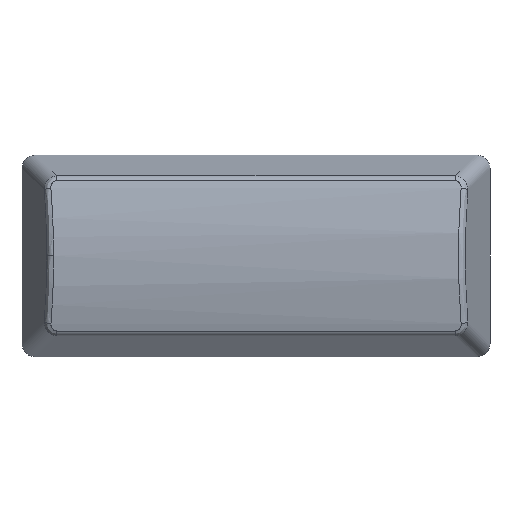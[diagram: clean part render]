
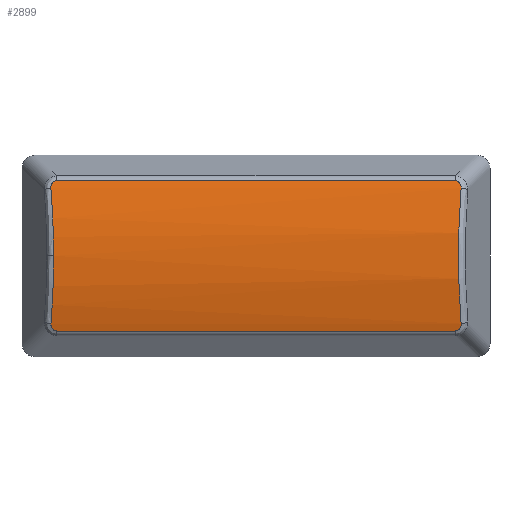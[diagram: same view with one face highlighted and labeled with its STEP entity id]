
A CAD part, top view. The second image highlights one B-rep face of the part: STEP entity #2899.
In plain terms, the highlighted cylindrical face has radius 25.296 mm (diameter 50.591 mm), a partial arc.
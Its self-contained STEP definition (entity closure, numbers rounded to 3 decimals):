
#2765=CARTESIAN_POINT('',(-749.764,124.3,-18.096));
#2766=DIRECTION('',(1.,0.,0.));
#2767=DIRECTION('',(0.,0.,-1.));
#2768=AXIS2_PLACEMENT_3D('',#2765,#2766,#2767);
#2769=CYLINDRICAL_SURFACE('',#2768,25.296);
#2770=CARTESIAN_POINT('',(108.426,117.586,6.293));
#2771=VERTEX_POINT('',#2770);
#2772=CARTESIAN_POINT('',(143.987,117.586,6.293));
#2773=VERTEX_POINT('',#2772);
#2774=CARTESIAN_POINT('',(108.426,117.586,6.293));
#2775=DIRECTION('',(1.,0.,0.));
#2776=VECTOR('',#2775,35.561);
#2777=LINE('',#2774,#2776);
#2778=EDGE_CURVE('',#2771,#2773,#2777,.T.);
#2779=ORIENTED_EDGE('',*,*,#2778,.T.);
#2780=CARTESIAN_POINT('',(144.527,118.25,6.466));
#2781=VERTEX_POINT('',#2780);
#2782=CARTESIAN_POINT('',(143.987,117.586,6.293));
#2783=CARTESIAN_POINT('',(144.069,117.586,6.293));
#2784=CARTESIAN_POINT('',(144.15,117.604,6.298));
#2785=CARTESIAN_POINT('',(144.222,117.64,6.307));
#2786=CARTESIAN_POINT('',(144.259,117.658,6.312));
#2787=CARTESIAN_POINT('',(144.293,117.68,6.318));
#2788=CARTESIAN_POINT('',(144.324,117.706,6.325));
#2789=CARTESIAN_POINT('',(144.355,117.732,6.332));
#2790=CARTESIAN_POINT('',(144.382,117.761,6.34));
#2791=CARTESIAN_POINT('',(144.407,117.793,6.349));
#2792=CARTESIAN_POINT('',(144.455,117.857,6.366));
#2793=CARTESIAN_POINT('',(144.489,117.932,6.385));
#2794=CARTESIAN_POINT('',(144.509,118.01,6.406));
#2795=CARTESIAN_POINT('',(144.528,118.089,6.426));
#2796=CARTESIAN_POINT('',(144.534,118.169,6.446));
#2797=CARTESIAN_POINT('',(144.527,118.25,6.466));
#2798=B_SPLINE_CURVE_WITH_KNOTS('',3,(#2782,#2783,#2784,#2785,#2786,#2787,#2788,#2789,#2790,#2791,#2792,#2793,#2794,#2795,#2796,#2797),.UNSPECIFIED.,.F.,.F.,(4,3,3,3,3,4),(0.,0.,0.,0.,0.001,0.001),.UNSPECIFIED.);
#2799=EDGE_CURVE('',#2773,#2781,#2798,.T.);
#2800=ORIENTED_EDGE('',*,*,#2799,.T.);
#2801=CARTESIAN_POINT('',(144.527,130.35,6.466));
#2802=VERTEX_POINT('',#2801);
#2803=CARTESIAN_POINT('',(152.407,124.3,-18.096));
#2804=DIRECTION('',(-0.952,-0.,-0.305));
#2805=DIRECTION('',(0.305,0.,-0.952));
#2806=AXIS2_PLACEMENT_3D('',#2803,#2804,#2805);
#2807=ELLIPSE('',#2806,26.566,25.296);
#2808=EDGE_CURVE('',#2781,#2802,#2807,.T.);
#2809=ORIENTED_EDGE('',*,*,#2808,.T.);
#2810=CARTESIAN_POINT('',(143.987,131.014,6.293));
#2811=VERTEX_POINT('',#2810);
#2812=CARTESIAN_POINT('',(144.527,130.35,6.466));
#2813=CARTESIAN_POINT('',(144.534,130.431,6.446));
#2814=CARTESIAN_POINT('',(144.528,130.511,6.426));
#2815=CARTESIAN_POINT('',(144.509,130.59,6.406));
#2816=CARTESIAN_POINT('',(144.489,130.668,6.385));
#2817=CARTESIAN_POINT('',(144.455,130.743,6.366));
#2818=CARTESIAN_POINT('',(144.407,130.807,6.349));
#2819=CARTESIAN_POINT('',(144.382,130.839,6.34));
#2820=CARTESIAN_POINT('',(144.355,130.868,6.332));
#2821=CARTESIAN_POINT('',(144.324,130.894,6.325));
#2822=CARTESIAN_POINT('',(144.293,130.92,6.318));
#2823=CARTESIAN_POINT('',(144.259,130.942,6.312));
#2824=CARTESIAN_POINT('',(144.222,130.96,6.307));
#2825=CARTESIAN_POINT('',(144.15,130.996,6.298));
#2826=CARTESIAN_POINT('',(144.069,131.014,6.293));
#2827=CARTESIAN_POINT('',(143.987,131.014,6.293));
#2828=B_SPLINE_CURVE_WITH_KNOTS('',3,(#2812,#2813,#2814,#2815,#2816,#2817,#2818,#2819,#2820,#2821,#2822,#2823,#2824,#2825,#2826,#2827),.UNSPECIFIED.,.F.,.F.,(4,3,3,3,3,4),(0.,0.,0.,0.001,0.001,0.001),.UNSPECIFIED.);
#2829=EDGE_CURVE('',#2802,#2811,#2828,.T.);
#2830=ORIENTED_EDGE('',*,*,#2829,.T.);
#2831=CARTESIAN_POINT('',(108.426,131.014,6.293));
#2832=VERTEX_POINT('',#2831);
#2833=CARTESIAN_POINT('',(143.987,131.014,6.293));
#2834=DIRECTION('',(-1.,-0.,-0.));
#2835=VECTOR('',#2834,35.561);
#2836=LINE('',#2833,#2835);
#2837=EDGE_CURVE('',#2811,#2832,#2836,.T.);
#2838=ORIENTED_EDGE('',*,*,#2837,.T.);
#2839=CARTESIAN_POINT('',(107.885,130.35,6.466));
#2840=VERTEX_POINT('',#2839);
#2841=CARTESIAN_POINT('',(108.426,131.014,6.293));
#2842=CARTESIAN_POINT('',(108.385,131.014,6.293));
#2843=CARTESIAN_POINT('',(108.345,131.009,6.294));
#2844=CARTESIAN_POINT('',(108.305,131.001,6.296));
#2845=CARTESIAN_POINT('',(108.266,130.992,6.299));
#2846=CARTESIAN_POINT('',(108.227,130.978,6.303));
#2847=CARTESIAN_POINT('',(108.191,130.961,6.307));
#2848=CARTESIAN_POINT('',(108.119,130.925,6.317));
#2849=CARTESIAN_POINT('',(108.055,130.872,6.331));
#2850=CARTESIAN_POINT('',(108.006,130.808,6.349));
#2851=CARTESIAN_POINT('',(107.958,130.743,6.366));
#2852=CARTESIAN_POINT('',(107.924,130.669,6.385));
#2853=CARTESIAN_POINT('',(107.904,130.59,6.405));
#2854=CARTESIAN_POINT('',(107.884,130.512,6.426));
#2855=CARTESIAN_POINT('',(107.879,130.431,6.446));
#2856=CARTESIAN_POINT('',(107.885,130.35,6.466));
#2857=B_SPLINE_CURVE_WITH_KNOTS('',3,(#2841,#2842,#2843,#2844,#2845,#2846,#2847,#2848,#2849,#2850,#2851,#2852,#2853,#2854,#2855,#2856),.UNSPECIFIED.,.F.,.F.,(4,3,3,3,3,4),(0.,0.,0.,0.,0.001,0.001),.UNSPECIFIED.);
#2858=EDGE_CURVE('',#2832,#2840,#2857,.T.);
#2859=ORIENTED_EDGE('',*,*,#2858,.T.);
#2860=CARTESIAN_POINT('',(108.121,124.3,7.2));
#2861=VERTEX_POINT('',#2860);
#2862=CARTESIAN_POINT('',(100.005,124.3,-18.096));
#2863=DIRECTION('',(0.952,-0.,-0.305));
#2864=DIRECTION('',(0.305,0.,0.952));
#2865=AXIS2_PLACEMENT_3D('',#2862,#2863,#2864);
#2866=ELLIPSE('',#2865,26.566,25.296);
#2867=EDGE_CURVE('',#2840,#2861,#2866,.T.);
#2868=ORIENTED_EDGE('',*,*,#2867,.T.);
#2869=CARTESIAN_POINT('',(107.885,118.25,6.466));
#2870=VERTEX_POINT('',#2869);
#2871=CARTESIAN_POINT('',(100.005,124.3,-18.096));
#2872=DIRECTION('',(0.952,-0.,-0.305));
#2873=DIRECTION('',(0.305,0.,0.952));
#2874=AXIS2_PLACEMENT_3D('',#2871,#2872,#2873);
#2875=ELLIPSE('',#2874,26.566,25.296);
#2876=EDGE_CURVE('',#2861,#2870,#2875,.T.);
#2877=ORIENTED_EDGE('',*,*,#2876,.T.);
#2878=CARTESIAN_POINT('',(107.885,118.25,6.466));
#2879=CARTESIAN_POINT('',(107.879,118.169,6.446));
#2880=CARTESIAN_POINT('',(107.884,118.088,6.426));
#2881=CARTESIAN_POINT('',(107.904,118.01,6.405));
#2882=CARTESIAN_POINT('',(107.924,117.931,6.385));
#2883=CARTESIAN_POINT('',(107.958,117.857,6.366));
#2884=CARTESIAN_POINT('',(108.006,117.792,6.349));
#2885=CARTESIAN_POINT('',(108.055,117.728,6.331));
#2886=CARTESIAN_POINT('',(108.119,117.675,6.317));
#2887=CARTESIAN_POINT('',(108.191,117.639,6.307));
#2888=CARTESIAN_POINT('',(108.227,117.622,6.303));
#2889=CARTESIAN_POINT('',(108.266,117.608,6.299));
#2890=CARTESIAN_POINT('',(108.305,117.599,6.296));
#2891=CARTESIAN_POINT('',(108.345,117.591,6.294));
#2892=CARTESIAN_POINT('',(108.385,117.586,6.293));
#2893=CARTESIAN_POINT('',(108.426,117.586,6.293));
#2894=B_SPLINE_CURVE_WITH_KNOTS('',3,(#2878,#2879,#2880,#2881,#2882,#2883,#2884,#2885,#2886,#2887,#2888,#2889,#2890,#2891,#2892,#2893),.UNSPECIFIED.,.F.,.F.,(4,3,3,3,3,4),(0.,0.,0.,0.001,0.001,0.001),.UNSPECIFIED.);
#2895=EDGE_CURVE('',#2870,#2771,#2894,.T.);
#2896=ORIENTED_EDGE('',*,*,#2895,.T.);
#2897=EDGE_LOOP('',(#2779,#2800,#2809,#2830,#2838,#2859,#2868,#2877,#2896));
#2898=FACE_BOUND('',#2897,.T.);
#2899=ADVANCED_FACE('',(#2898),#2769,.T.);
